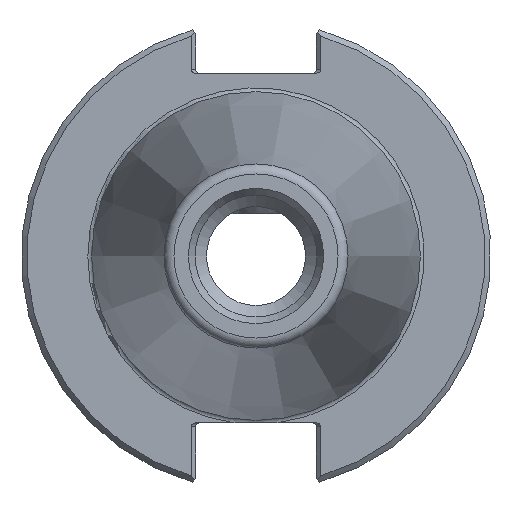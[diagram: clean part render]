
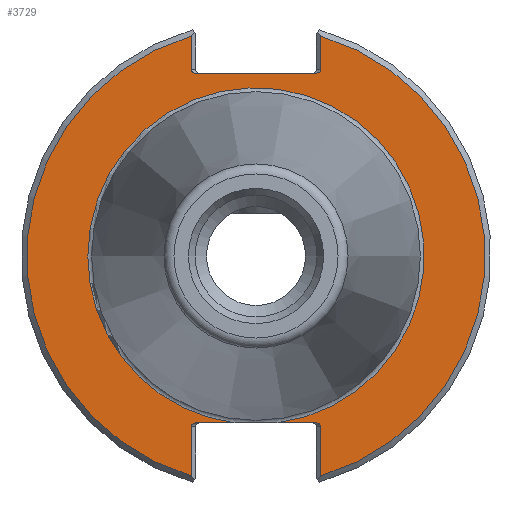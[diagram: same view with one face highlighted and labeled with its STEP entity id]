
A CAD part, left-side view. The second image highlights one B-rep face of the part: STEP entity #3729.
In plain terms, the highlighted planar face has unit normal (-1, 0, 0).
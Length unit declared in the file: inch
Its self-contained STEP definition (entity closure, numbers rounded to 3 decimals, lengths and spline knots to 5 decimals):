
#2801=CARTESIAN_POINT('',(0.125,0.345,0.992));
#2802=VERTEX_POINT('',#2801);
#2809=CARTESIAN_POINT('',(0.125,0.31672,0.972));
#2810=VERTEX_POINT('',#2809);
#2811=CARTESIAN_POINT('',(0.125,0.31672,0.992));
#2812=DIRECTION('',(-1.0,0.0,0.0));
#2813=DIRECTION('',(0.0,1.0,0.0));
#2814=AXIS2_PLACEMENT_3D('',#2811,#2812,#2813);
#2815=ELLIPSE('',#2814,0.02828,0.02);
#2816=EDGE_CURVE('',#2802,#2810,#2815,.T.);
#2901=CARTESIAN_POINT('',(0.125,0.345,1.1702));
#2902=VERTEX_POINT('',#2901);
#2909=CARTESIAN_POINT('',(0.125,0.345,1.1702));
#2910=DIRECTION('',(0.0,0.0,-1.0));
#2911=VECTOR('',#2910,0.1782);
#2912=LINE('',#2909,#2911);
#2913=EDGE_CURVE('',#2902,#2802,#2912,.T.);
#3013=CARTESIAN_POINT('',(0.125,-0.31672,0.972));
#3014=VERTEX_POINT('',#3013);
#3021=CARTESIAN_POINT('',(0.125,-0.345,0.992));
#3022=VERTEX_POINT('',#3021);
#3023=CARTESIAN_POINT('',(0.125,-0.31672,0.992));
#3024=DIRECTION('',(-1.0,0.0,0.0));
#3025=DIRECTION('',(0.0,-1.0,0.0));
#3026=AXIS2_PLACEMENT_3D('',#3023,#3024,#3025);
#3027=ELLIPSE('',#3026,0.02828,0.02);
#3028=EDGE_CURVE('',#3014,#3022,#3027,.T.);
#3078=CARTESIAN_POINT('',(0.125,-0.345,1.1702));
#3079=VERTEX_POINT('',#3078);
#3080=CARTESIAN_POINT('',(0.125,-0.345,0.992));
#3081=DIRECTION('',(0.0,0.0,1.0));
#3082=VECTOR('',#3081,0.1782);
#3083=LINE('',#3080,#3082);
#3084=EDGE_CURVE('',#3022,#3079,#3083,.T.);
#3102=CARTESIAN_POINT('',(0.125,-0.345,-0.908));
#3103=VERTEX_POINT('',#3102);
#3104=CARTESIAN_POINT('',(0.125,-0.31672,-0.888));
#3105=VERTEX_POINT('',#3104);
#3106=CARTESIAN_POINT('',(0.125,-0.31672,-0.908));
#3107=DIRECTION('',(-1.0,0.0,0.0));
#3108=DIRECTION('',(0.0,-1.0,0.0));
#3109=AXIS2_PLACEMENT_3D('',#3106,#3107,#3108);
#3110=ELLIPSE('',#3109,0.02828,0.02);
#3111=EDGE_CURVE('',#3103,#3105,#3110,.T.);
#3209=CARTESIAN_POINT('',(0.125,-0.345,-1.1702));
#3210=VERTEX_POINT('',#3209);
#3217=CARTESIAN_POINT('',(0.125,-0.345,-1.1702));
#3218=DIRECTION('',(0.0,0.0,1.0));
#3219=VECTOR('',#3218,0.2622);
#3220=LINE('',#3217,#3219);
#3221=EDGE_CURVE('',#3210,#3103,#3220,.T.);
#3321=CARTESIAN_POINT('',(0.125,0.31672,-0.888));
#3322=VERTEX_POINT('',#3321);
#3329=CARTESIAN_POINT('',(0.125,0.345,-0.908));
#3330=VERTEX_POINT('',#3329);
#3331=CARTESIAN_POINT('',(0.125,0.31672,-0.908));
#3332=DIRECTION('',(-1.0,0.0,0.0));
#3333=DIRECTION('',(0.0,1.0,0.0));
#3334=AXIS2_PLACEMENT_3D('',#3331,#3332,#3333);
#3335=ELLIPSE('',#3334,0.02828,0.02);
#3336=EDGE_CURVE('',#3322,#3330,#3335,.T.);
#3386=CARTESIAN_POINT('',(0.125,0.345,-1.1702));
#3387=VERTEX_POINT('',#3386);
#3388=CARTESIAN_POINT('',(0.125,0.345,-0.908));
#3389=DIRECTION('',(0.0,0.0,-1.0));
#3390=VECTOR('',#3389,0.2622);
#3391=LINE('',#3388,#3390);
#3392=EDGE_CURVE('',#3330,#3387,#3391,.T.);
#3459=CARTESIAN_POINT('',(0.125,0.31672,0.972));
#3460=DIRECTION('',(0.0,-1.0,0.0));
#3461=VECTOR('',#3460,0.63343);
#3462=LINE('',#3459,#3461);
#3463=EDGE_CURVE('',#2810,#3014,#3462,.T.);
#3647=CARTESIAN_POINT('',(0.125,-0.11172,-0.888));
#3648=VERTEX_POINT('',#3647);
#3649=CARTESIAN_POINT('',(0.125,0.11172,-0.888));
#3650=VERTEX_POINT('',#3649);
#3665=CARTESIAN_POINT('',(0.125,0.,0.0));
#3666=DIRECTION('',(-1.0,0.0,0.0));
#3667=DIRECTION('',(0.0,-1.0,0.0));
#3668=AXIS2_PLACEMENT_3D('',#3665,#3666,#3667);
#3669=CIRCLE('',#3668,0.895);
#3670=EDGE_CURVE('',#3648,#3650,#3669,.T.);
#3686=CARTESIAN_POINT('',(0.125,1.0625,0.0));
#3687=DIRECTION('',(-1.0,0.0,0.0));
#3688=DIRECTION('',(0.0,0.0,1.0));
#3689=AXIS2_PLACEMENT_3D('',#3686,#3687,#3688);
#3690=PLANE('',#3689);
#3691=ORIENTED_EDGE('',*,*,#3670,.F.);
#3692=CARTESIAN_POINT('',(0.125,-0.31672,-0.888));
#3693=DIRECTION('',(0.0,1.0,0.0));
#3694=VECTOR('',#3693,0.205);
#3695=LINE('',#3692,#3694);
#3696=EDGE_CURVE('',#3105,#3648,#3695,.T.);
#3697=ORIENTED_EDGE('',*,*,#3696,.F.);
#3698=ORIENTED_EDGE('',*,*,#3111,.F.);
#3699=ORIENTED_EDGE('',*,*,#3221,.F.);
#3700=CARTESIAN_POINT('',(0.125,0.,0.0));
#3701=DIRECTION('',(1.0,0.0,0.0));
#3702=DIRECTION('',(0.0,-1.0,0.0));
#3703=AXIS2_PLACEMENT_3D('',#3700,#3701,#3702);
#3704=CIRCLE('',#3703,1.22);
#3705=EDGE_CURVE('',#3079,#3210,#3704,.T.);
#3706=ORIENTED_EDGE('',*,*,#3705,.F.);
#3707=ORIENTED_EDGE('',*,*,#3084,.F.);
#3708=ORIENTED_EDGE('',*,*,#3028,.F.);
#3709=ORIENTED_EDGE('',*,*,#3463,.F.);
#3710=ORIENTED_EDGE('',*,*,#2816,.F.);
#3711=ORIENTED_EDGE('',*,*,#2913,.F.);
#3712=CARTESIAN_POINT('',(0.125,0.,0.0));
#3713=DIRECTION('',(1.0,0.0,0.0));
#3714=DIRECTION('',(0.0,1.0,0.0));
#3715=AXIS2_PLACEMENT_3D('',#3712,#3713,#3714);
#3716=CIRCLE('',#3715,1.22);
#3717=EDGE_CURVE('',#3387,#2902,#3716,.T.);
#3718=ORIENTED_EDGE('',*,*,#3717,.F.);
#3719=ORIENTED_EDGE('',*,*,#3392,.F.);
#3720=ORIENTED_EDGE('',*,*,#3336,.F.);
#3721=CARTESIAN_POINT('',(0.125,0.11172,-0.888));
#3722=DIRECTION('',(0.0,1.0,0.0));
#3723=VECTOR('',#3722,0.205);
#3724=LINE('',#3721,#3723);
#3725=EDGE_CURVE('',#3650,#3322,#3724,.T.);
#3726=ORIENTED_EDGE('',*,*,#3725,.F.);
#3727=EDGE_LOOP('',(#3691,#3697,#3698,#3699,#3706,#3707,#3708,#3709,#3710,#3711,#3718,#3719,#3720,#3726));
#3728=FACE_OUTER_BOUND('',#3727,.T.);
#3729=ADVANCED_FACE('',(#3728),#3690,.T.);
